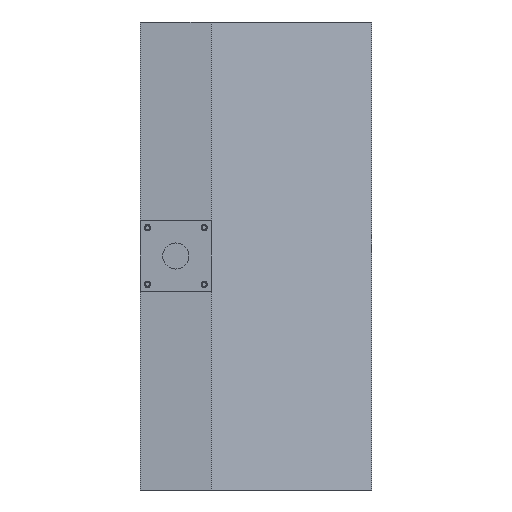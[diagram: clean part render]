
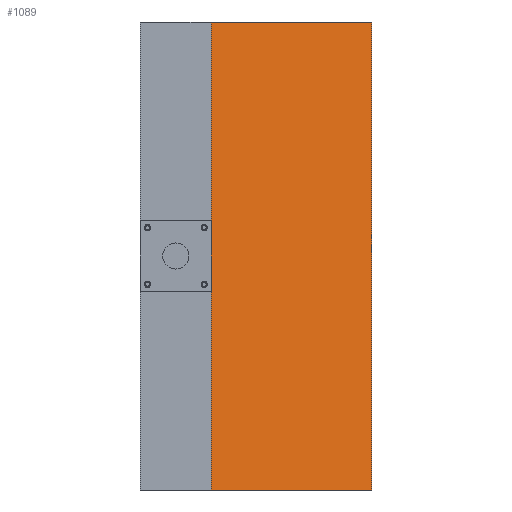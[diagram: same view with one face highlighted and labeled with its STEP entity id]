
A CAD part, front view. The second image highlights one B-rep face of the part: STEP entity #1089.
In plain terms, the highlighted planar face has unit normal (0.288, -0.958, 0).
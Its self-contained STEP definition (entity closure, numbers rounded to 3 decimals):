
#85 = EDGE_LOOP ( 'NONE', ( #2167, #464, #1764, #2292 ) ) ;
#167 = EDGE_CURVE ( 'NONE', #2469, #939, #1744, .T. ) ;
#288 = CARTESIAN_POINT ( 'NONE',  ( 303.884, 0., -413. ) ) ;
#372 = LINE ( 'NONE', #1631, #405 ) ;
#405 = VECTOR ( 'NONE', #2024, 1000. ) ;
#464 = ORIENTED_EDGE ( 'NONE', *, *, #1064, .F. ) ;
#537 = VECTOR ( 'NONE', #2673, 1000. ) ;
#685 = EDGE_CURVE ( 'NONE', #939, #844, #2726, .T. ) ;
#844 = VERTEX_POINT ( 'NONE', #2572 ) ;
#939 = VERTEX_POINT ( 'NONE', #1865 ) ;
#970 = DIRECTION ( 'NONE',  ( -0.958, -0.288, 0. ) ) ;
#1001 = EDGE_CURVE ( 'NONE', #2469, #1657, #372, .T. ) ;
#1064 = EDGE_CURVE ( 'NONE', #1657, #844, #2189, .T. ) ;
#1089 = ADVANCED_FACE ( 'NONE', ( #1481 ), #1757, .F. ) ;
#1195 = DIRECTION ( 'NONE',  ( 0.958, 0.288, 0. ) ) ;
#1351 = CARTESIAN_POINT ( 'NONE',  ( 303.884, 0., 413. ) ) ;
#1481 = FACE_OUTER_BOUND ( 'NONE', #85, .T. ) ;
#1631 = CARTESIAN_POINT ( 'NONE',  ( 303.884, 0., 413. ) ) ;
#1657 = VERTEX_POINT ( 'NONE', #1351 ) ;
#1723 = DIRECTION ( 'NONE',  ( 0., 0., -1. ) ) ;
#1744 = LINE ( 'NONE', #2088, #537 ) ;
#1757 = PLANE ( 'NONE',  #2830 ) ;
#1764 = ORIENTED_EDGE ( 'NONE', *, *, #1001, .F. ) ;
#1801 = CARTESIAN_POINT ( 'NONE',  ( 303.884, 0., 413. ) ) ;
#1865 = CARTESIAN_POINT ( 'NONE',  ( 20.884, -85., -413. ) ) ;
#1965 = CARTESIAN_POINT ( 'NONE',  ( 303.884, 0., 413. ) ) ;
#2024 = DIRECTION ( 'NONE',  ( 0.958, 0.288, 0. ) ) ;
#2088 = CARTESIAN_POINT ( 'NONE',  ( 20.884, -85., 413. ) ) ;
#2101 = DIRECTION ( 'NONE',  ( -0.288, 0.958, 0. ) ) ;
#2139 = VECTOR ( 'NONE', #1723, 1000. ) ;
#2167 = ORIENTED_EDGE ( 'NONE', *, *, #685, .T. ) ;
#2189 = LINE ( 'NONE', #1801, #2139 ) ;
#2292 = ORIENTED_EDGE ( 'NONE', *, *, #167, .T. ) ;
#2469 = VERTEX_POINT ( 'NONE', #2484 ) ;
#2484 = CARTESIAN_POINT ( 'NONE',  ( 20.884, -85., 413. ) ) ;
#2572 = CARTESIAN_POINT ( 'NONE',  ( 303.884, 0., -413. ) ) ;
#2673 = DIRECTION ( 'NONE',  ( 0., 0., -1. ) ) ;
#2726 = LINE ( 'NONE', #288, #2767 ) ;
#2767 = VECTOR ( 'NONE', #1195, 1000. ) ;
#2830 = AXIS2_PLACEMENT_3D ( 'NONE', #1965, #2101, #970 ) ;
